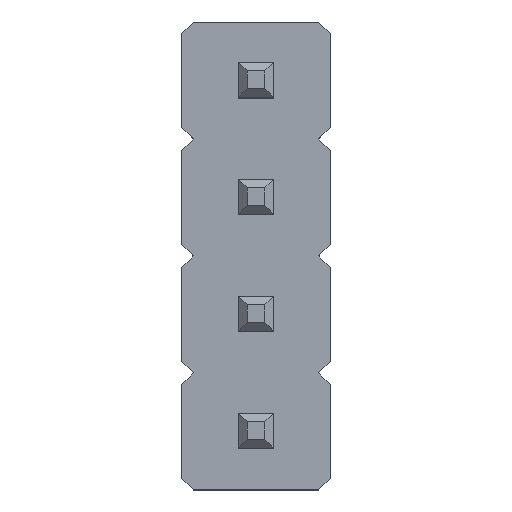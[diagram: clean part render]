
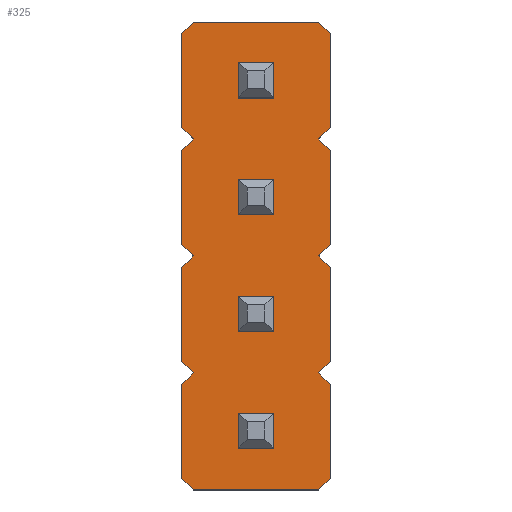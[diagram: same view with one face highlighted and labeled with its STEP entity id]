
A CAD part, top view. The second image highlights one B-rep face of the part: STEP entity #325.
In plain terms, the highlighted planar face has unit normal (0, 0, 1).
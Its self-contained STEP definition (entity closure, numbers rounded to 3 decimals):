
#12=DIRECTION('',(0.,0.,1.));
#23=VERTEX_POINT('',#24);
#24=CARTESIAN_POINT('',(-0.535,0.5,1.));
#27=ORIENTED_EDGE('',*,*,#28,.T.);
#28=EDGE_CURVE('',#23,#29,#31,.T.);
#29=VERTEX_POINT('',#30);
#30=CARTESIAN_POINT('',(-0.635,0.4,1.));
#31=LINE('',#24,#32);
#32=VECTOR('',#33,1.);
#33=DIRECTION('',(-0.707,-0.707,0.));
#44=DIRECTION('',(0.707,-0.707,0.));
#52=VERTEX_POINT('',#53);
#53=CARTESIAN_POINT('',(0.535,0.5,1.));
#55=ORIENTED_EDGE('',*,*,#56,.T.);
#56=EDGE_CURVE('',#52,#23,#57,.T.);
#57=LINE('',#53,#58);
#58=VECTOR('',#59,1.);
#59=DIRECTION('',(-1.,0.,0.));
#71=ORIENTED_EDGE('',*,*,#72,.T.);
#72=EDGE_CURVE('',#29,#73,#75,.T.);
#73=VERTEX_POINT('',#74);
#74=CARTESIAN_POINT('',(-0.635,-0.4,1.));
#75=LINE('',#30,#76);
#76=VECTOR('',#77,1.);
#77=DIRECTION('',(0.,-1.,0.));
#88=DIRECTION('',(1.,0.,0.));
#99=VECTOR('',#44,1.);
#150=VECTOR('',#88,1.);
#156=VECTOR('',#157,1.);
#157=DIRECTION('',(0.707,0.707,0.));
#163=VECTOR('',#164,1.);
#164=DIRECTION('',(0.,1.,0.));
#170=VECTOR('',#171,1.);
#171=DIRECTION('',(-0.707,0.707,0.));
#226=VECTOR('',#227,1.);
#227=DIRECTION('',(-1.,0.,0.));
#325=ADVANCED_FACE('',(#326,#441,#467,#493,#519),#545,.T.);
#326=FACE_BOUND('',#327,.T.);
#327=EDGE_LOOP('',(#27,#71,#328,#333,#338,#343,#348,#353,#358,#363,#368,#373,#378,#383,#388,#393,#398,#403,#408,#413,#418,#423,#428,#433,#438,#55));
#328=ORIENTED_EDGE('',*,*,#329,.T.);
#329=EDGE_CURVE('',#73,#330,#332,.T.);
#330=VERTEX_POINT('',#331);
#331=CARTESIAN_POINT('',(-0.535,-0.5,1.));
#332=LINE('',#74,#99);
#333=ORIENTED_EDGE('',*,*,#334,.T.);
#334=EDGE_CURVE('',#330,#335,#337,.T.);
#335=VERTEX_POINT('',#336);
#336=CARTESIAN_POINT('',(-0.635,-0.6,1.));
#337=LINE('',#331,#32);
#338=ORIENTED_EDGE('',*,*,#339,.T.);
#339=EDGE_CURVE('',#335,#340,#342,.T.);
#340=VERTEX_POINT('',#341);
#341=CARTESIAN_POINT('',(-0.635,-1.4,1.));
#342=LINE('',#336,#76);
#343=ORIENTED_EDGE('',*,*,#344,.T.);
#344=EDGE_CURVE('',#340,#345,#347,.T.);
#345=VERTEX_POINT('',#346);
#346=CARTESIAN_POINT('',(-0.535,-1.5,1.));
#347=LINE('',#341,#99);
#348=ORIENTED_EDGE('',*,*,#349,.T.);
#349=EDGE_CURVE('',#345,#350,#352,.T.);
#350=VERTEX_POINT('',#351);
#351=CARTESIAN_POINT('',(-0.635,-1.6,1.));
#352=LINE('',#346,#32);
#353=ORIENTED_EDGE('',*,*,#354,.T.);
#354=EDGE_CURVE('',#350,#355,#357,.T.);
#355=VERTEX_POINT('',#356);
#356=CARTESIAN_POINT('',(-0.635,-2.4,1.));
#357=LINE('',#351,#76);
#358=ORIENTED_EDGE('',*,*,#359,.T.);
#359=EDGE_CURVE('',#355,#360,#362,.T.);
#360=VERTEX_POINT('',#361);
#361=CARTESIAN_POINT('',(-0.535,-2.5,1.));
#362=LINE('',#356,#99);
#363=ORIENTED_EDGE('',*,*,#364,.T.);
#364=EDGE_CURVE('',#360,#365,#367,.T.);
#365=VERTEX_POINT('',#366);
#366=CARTESIAN_POINT('',(-0.635,-2.6,1.));
#367=LINE('',#361,#32);
#368=ORIENTED_EDGE('',*,*,#369,.T.);
#369=EDGE_CURVE('',#365,#370,#372,.T.);
#370=VERTEX_POINT('',#371);
#371=CARTESIAN_POINT('',(-0.635,-3.4,1.));
#372=LINE('',#366,#76);
#373=ORIENTED_EDGE('',*,*,#374,.T.);
#374=EDGE_CURVE('',#370,#375,#377,.T.);
#375=VERTEX_POINT('',#376);
#376=CARTESIAN_POINT('',(-0.535,-3.5,1.));
#377=LINE('',#371,#99);
#378=ORIENTED_EDGE('',*,*,#379,.T.);
#379=EDGE_CURVE('',#375,#380,#382,.T.);
#380=VERTEX_POINT('',#381);
#381=CARTESIAN_POINT('',(0.535,-3.5,1.));
#382=LINE('',#376,#150);
#383=ORIENTED_EDGE('',*,*,#384,.T.);
#384=EDGE_CURVE('',#380,#385,#387,.T.);
#385=VERTEX_POINT('',#386);
#386=CARTESIAN_POINT('',(0.635,-3.4,1.));
#387=LINE('',#381,#156);
#388=ORIENTED_EDGE('',*,*,#389,.T.);
#389=EDGE_CURVE('',#385,#390,#392,.T.);
#390=VERTEX_POINT('',#391);
#391=CARTESIAN_POINT('',(0.635,-2.6,1.));
#392=LINE('',#386,#163);
#393=ORIENTED_EDGE('',*,*,#394,.T.);
#394=EDGE_CURVE('',#390,#395,#397,.T.);
#395=VERTEX_POINT('',#396);
#396=CARTESIAN_POINT('',(0.535,-2.5,1.));
#397=LINE('',#391,#170);
#398=ORIENTED_EDGE('',*,*,#399,.T.);
#399=EDGE_CURVE('',#395,#400,#402,.T.);
#400=VERTEX_POINT('',#401);
#401=CARTESIAN_POINT('',(0.635,-2.4,1.));
#402=LINE('',#396,#156);
#403=ORIENTED_EDGE('',*,*,#404,.T.);
#404=EDGE_CURVE('',#400,#405,#407,.T.);
#405=VERTEX_POINT('',#406);
#406=CARTESIAN_POINT('',(0.635,-1.6,1.));
#407=LINE('',#401,#163);
#408=ORIENTED_EDGE('',*,*,#409,.T.);
#409=EDGE_CURVE('',#405,#410,#412,.T.);
#410=VERTEX_POINT('',#411);
#411=CARTESIAN_POINT('',(0.535,-1.5,1.));
#412=LINE('',#406,#170);
#413=ORIENTED_EDGE('',*,*,#414,.T.);
#414=EDGE_CURVE('',#410,#415,#417,.T.);
#415=VERTEX_POINT('',#416);
#416=CARTESIAN_POINT('',(0.635,-1.4,1.));
#417=LINE('',#411,#156);
#418=ORIENTED_EDGE('',*,*,#419,.T.);
#419=EDGE_CURVE('',#415,#420,#422,.T.);
#420=VERTEX_POINT('',#421);
#421=CARTESIAN_POINT('',(0.635,-0.6,1.));
#422=LINE('',#416,#163);
#423=ORIENTED_EDGE('',*,*,#424,.T.);
#424=EDGE_CURVE('',#420,#425,#427,.T.);
#425=VERTEX_POINT('',#426);
#426=CARTESIAN_POINT('',(0.535,-0.5,1.));
#427=LINE('',#421,#170);
#428=ORIENTED_EDGE('',*,*,#429,.T.);
#429=EDGE_CURVE('',#425,#430,#432,.T.);
#430=VERTEX_POINT('',#431);
#431=CARTESIAN_POINT('',(0.635,-0.4,1.));
#432=LINE('',#426,#156);
#433=ORIENTED_EDGE('',*,*,#434,.T.);
#434=EDGE_CURVE('',#430,#435,#437,.T.);
#435=VERTEX_POINT('',#436);
#436=CARTESIAN_POINT('',(0.635,0.4,1.));
#437=LINE('',#431,#163);
#438=ORIENTED_EDGE('',*,*,#439,.T.);
#439=EDGE_CURVE('',#435,#52,#440,.T.);
#440=LINE('',#436,#170);
#441=FACE_BOUND('',#442,.T.);
#442=EDGE_LOOP('',(#443,#451,#457,#463));
#443=ORIENTED_EDGE('',*,*,#444,.F.);
#444=EDGE_CURVE('',#445,#447,#449,.T.);
#445=VERTEX_POINT('',#446);
#446=CARTESIAN_POINT('',(0.15,-1.85,1.));
#447=VERTEX_POINT('',#448);
#448=CARTESIAN_POINT('',(-0.15,-1.85,1.));
#449=LINE('',#450,#226);
#450=CARTESIAN_POINT('',(-0.075,-1.85,1.));
#451=ORIENTED_EDGE('',*,*,#452,.F.);
#452=EDGE_CURVE('',#453,#445,#455,.T.);
#453=VERTEX_POINT('',#454);
#454=CARTESIAN_POINT('',(0.15,-2.15,1.));
#455=LINE('',#456,#163);
#456=CARTESIAN_POINT('',(0.15,-1.825,1.));
#457=ORIENTED_EDGE('',*,*,#458,.T.);
#458=EDGE_CURVE('',#453,#459,#461,.T.);
#459=VERTEX_POINT('',#460);
#460=CARTESIAN_POINT('',(-0.15,-2.15,1.));
#461=LINE('',#462,#226);
#462=CARTESIAN_POINT('',(-0.075,-2.15,1.));
#463=ORIENTED_EDGE('',*,*,#464,.T.);
#464=EDGE_CURVE('',#459,#447,#465,.T.);
#465=LINE('',#466,#163);
#466=CARTESIAN_POINT('',(-0.15,-1.825,1.));
#467=FACE_BOUND('',#468,.T.);
#468=EDGE_LOOP('',(#469,#477,#483,#489));
#469=ORIENTED_EDGE('',*,*,#470,.F.);
#470=EDGE_CURVE('',#471,#473,#475,.T.);
#471=VERTEX_POINT('',#472);
#472=CARTESIAN_POINT('',(0.15,-3.15,1.));
#473=VERTEX_POINT('',#474);
#474=CARTESIAN_POINT('',(0.15,-2.85,1.));
#475=LINE('',#476,#163);
#476=CARTESIAN_POINT('',(0.15,-2.325,1.));
#477=ORIENTED_EDGE('',*,*,#478,.T.);
#478=EDGE_CURVE('',#471,#479,#481,.T.);
#479=VERTEX_POINT('',#480);
#480=CARTESIAN_POINT('',(-0.15,-3.15,1.));
#481=LINE('',#482,#226);
#482=CARTESIAN_POINT('',(-0.075,-3.15,1.));
#483=ORIENTED_EDGE('',*,*,#484,.T.);
#484=EDGE_CURVE('',#479,#485,#487,.T.);
#485=VERTEX_POINT('',#486);
#486=CARTESIAN_POINT('',(-0.15,-2.85,1.));
#487=LINE('',#488,#163);
#488=CARTESIAN_POINT('',(-0.15,-2.325,1.));
#489=ORIENTED_EDGE('',*,*,#490,.F.);
#490=EDGE_CURVE('',#473,#485,#491,.T.);
#491=LINE('',#492,#226);
#492=CARTESIAN_POINT('',(-0.075,-2.85,1.));
#493=FACE_BOUND('',#494,.T.);
#494=EDGE_LOOP('',(#495,#503,#509,#515));
#495=ORIENTED_EDGE('',*,*,#496,.F.);
#496=EDGE_CURVE('',#497,#499,#501,.T.);
#497=VERTEX_POINT('',#498);
#498=CARTESIAN_POINT('',(0.15,-0.15,1.));
#499=VERTEX_POINT('',#500);
#500=CARTESIAN_POINT('',(0.15,0.15,1.));
#501=LINE('',#502,#163);
#502=CARTESIAN_POINT('',(0.15,-0.825,1.));
#503=ORIENTED_EDGE('',*,*,#504,.T.);
#504=EDGE_CURVE('',#497,#505,#507,.T.);
#505=VERTEX_POINT('',#506);
#506=CARTESIAN_POINT('',(-0.15,-0.15,1.));
#507=LINE('',#508,#226);
#508=CARTESIAN_POINT('',(-0.075,-0.15,1.));
#509=ORIENTED_EDGE('',*,*,#510,.T.);
#510=EDGE_CURVE('',#505,#511,#513,.T.);
#511=VERTEX_POINT('',#512);
#512=CARTESIAN_POINT('',(-0.15,0.15,1.));
#513=LINE('',#514,#163);
#514=CARTESIAN_POINT('',(-0.15,-0.825,1.));
#515=ORIENTED_EDGE('',*,*,#516,.F.);
#516=EDGE_CURVE('',#499,#511,#517,.T.);
#517=LINE('',#518,#226);
#518=CARTESIAN_POINT('',(-0.075,0.15,1.));
#519=FACE_BOUND('',#520,.T.);
#520=EDGE_LOOP('',(#521,#529,#535,#541));
#521=ORIENTED_EDGE('',*,*,#522,.F.);
#522=EDGE_CURVE('',#523,#525,#527,.T.);
#523=VERTEX_POINT('',#524);
#524=CARTESIAN_POINT('',(0.15,-0.85,1.));
#525=VERTEX_POINT('',#526);
#526=CARTESIAN_POINT('',(-0.15,-0.85,1.));
#527=LINE('',#528,#226);
#528=CARTESIAN_POINT('',(-0.075,-0.85,1.));
#529=ORIENTED_EDGE('',*,*,#530,.F.);
#530=EDGE_CURVE('',#531,#523,#533,.T.);
#531=VERTEX_POINT('',#532);
#532=CARTESIAN_POINT('',(0.15,-1.15,1.));
#533=LINE('',#534,#163);
#534=CARTESIAN_POINT('',(0.15,-1.325,1.));
#535=ORIENTED_EDGE('',*,*,#536,.T.);
#536=EDGE_CURVE('',#531,#537,#539,.T.);
#537=VERTEX_POINT('',#538);
#538=CARTESIAN_POINT('',(-0.15,-1.15,1.));
#539=LINE('',#540,#226);
#540=CARTESIAN_POINT('',(-0.075,-1.15,1.));
#541=ORIENTED_EDGE('',*,*,#542,.T.);
#542=EDGE_CURVE('',#537,#525,#543,.T.);
#543=LINE('',#544,#163);
#544=CARTESIAN_POINT('',(-0.15,-1.325,1.));
#545=PLANE('',#546);
#546=AXIS2_PLACEMENT_3D('',#547,#12,#88);
#547=CARTESIAN_POINT('',(0.,-1.5,1.));
